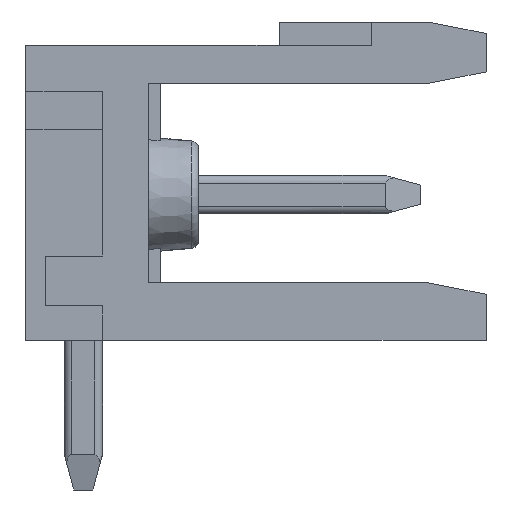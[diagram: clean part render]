
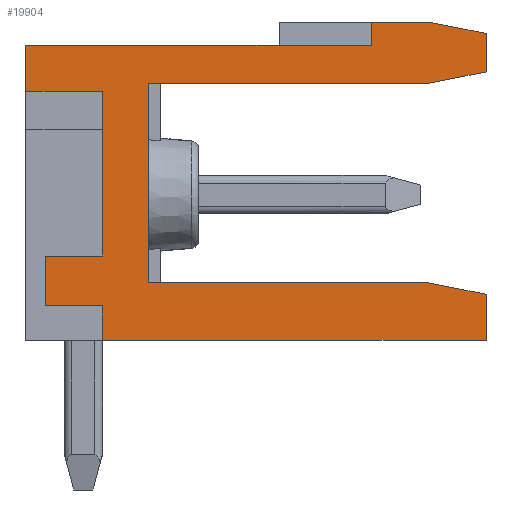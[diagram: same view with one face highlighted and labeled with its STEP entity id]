
A CAD part, left-side view. The second image highlights one B-rep face of the part: STEP entity #19904.
In plain terms, the highlighted planar face has unit normal (-1, 0, 0).
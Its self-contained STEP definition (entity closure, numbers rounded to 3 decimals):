
#7581=CARTESIAN_POINT('',(-47.95,-10.5,-2.3));
#7582=VERTEX_POINT('',#7581);
#7589=CARTESIAN_POINT('',(-47.95,-12.,-2.6));
#7590=VERTEX_POINT('',#7589);
#7591=CARTESIAN_POINT('',(-47.95,-10.5,-2.3));
#7592=DIRECTION('',(0.,-0.981,-0.196));
#7593=VECTOR('',#7592,1.53);
#7594=LINE('',#7591,#7593);
#7595=EDGE_CURVE('',#7582,#7590,#7594,.T.);
#7621=CARTESIAN_POINT('',(-47.95,-12.,3.2));
#7622=VERTEX_POINT('',#7621);
#7629=CARTESIAN_POINT('',(-47.95,-10.5,2.9));
#7630=VERTEX_POINT('',#7629);
#7631=CARTESIAN_POINT('',(-47.95,-12.,3.2));
#7632=DIRECTION('',(0.,0.981,-0.196));
#7633=VECTOR('',#7632,1.53);
#7634=LINE('',#7631,#7633);
#7635=EDGE_CURVE('',#7622,#7630,#7634,.T.);
#8071=CARTESIAN_POINT('',(-47.95,-2.,-2.9));
#8072=VERTEX_POINT('',#8071);
#8079=CARTESIAN_POINT('',(-47.95,-0.5,-2.9));
#8080=VERTEX_POINT('',#8079);
#8081=CARTESIAN_POINT('',(-47.95,-2.,-2.9));
#8082=DIRECTION('',(0.,1.,0.));
#8083=VECTOR('',#8082,1.5);
#8084=LINE('',#8081,#8083);
#8085=EDGE_CURVE('',#8072,#8080,#8084,.T.);
#8104=CARTESIAN_POINT('',(-47.95,-0.5,-1.6));
#8105=VERTEX_POINT('',#8104);
#8106=CARTESIAN_POINT('',(-47.95,-0.5,-2.9));
#8107=DIRECTION('',(0.,0.,1.));
#8108=VECTOR('',#8107,1.3);
#8109=LINE('',#8106,#8108);
#8110=EDGE_CURVE('',#8080,#8105,#8109,.T.);
#8128=CARTESIAN_POINT('',(-47.95,-2.,-1.6));
#8129=VERTEX_POINT('',#8128);
#8130=CARTESIAN_POINT('',(-47.95,-0.5,-1.6));
#8131=DIRECTION('',(0.,-1.,0.));
#8132=VECTOR('',#8131,1.5);
#8133=LINE('',#8130,#8132);
#8134=EDGE_CURVE('',#8105,#8129,#8133,.T.);
#8151=CARTESIAN_POINT('',(-47.95,-2.,2.7));
#8152=VERTEX_POINT('',#8151);
#8153=CARTESIAN_POINT('',(-47.95,-2.,-1.6));
#8154=DIRECTION('',(0.,0.,1.));
#8155=VECTOR('',#8154,4.3);
#8156=LINE('',#8153,#8155);
#8157=EDGE_CURVE('',#8129,#8152,#8156,.T.);
#11864=CARTESIAN_POINT('',(-47.95,-3.2,-2.3));
#11865=VERTEX_POINT('',#11864);
#11866=CARTESIAN_POINT('',(-47.95,-3.2,-2.3));
#11867=DIRECTION('',(0.,-1.,0.));
#11868=VECTOR('',#11867,7.3);
#11869=LINE('',#11866,#11868);
#11870=EDGE_CURVE('',#11865,#7582,#11869,.T.);
#12075=CARTESIAN_POINT('',(-47.95,-3.2,2.9));
#12076=VERTEX_POINT('',#12075);
#12077=CARTESIAN_POINT('',(-47.95,-10.5,2.9));
#12078=DIRECTION('',(0.,1.,0.));
#12079=VECTOR('',#12078,7.3);
#12080=LINE('',#12077,#12079);
#12081=EDGE_CURVE('',#7630,#12076,#12080,.T.);
#12321=CARTESIAN_POINT('',(-47.95,-3.2,2.9));
#12322=DIRECTION('',(0.,0.,-1.));
#12323=VECTOR('',#12322,5.2);
#12324=LINE('',#12321,#12323);
#12325=EDGE_CURVE('',#12076,#11865,#12324,.T.);
#19159=CARTESIAN_POINT('',(-47.95,-12.,-3.8));
#19160=VERTEX_POINT('',#19159);
#19167=CARTESIAN_POINT('',(-47.95,-2.,-3.8));
#19168=VERTEX_POINT('',#19167);
#19169=CARTESIAN_POINT('',(-47.95,-12.,-3.8));
#19170=DIRECTION('',(0.,1.,0.));
#19171=VECTOR('',#19170,10.);
#19172=LINE('',#19169,#19171);
#19173=EDGE_CURVE('',#19160,#19168,#19172,.T.);
#19560=CARTESIAN_POINT('',(-47.95,0.,2.7));
#19561=VERTEX_POINT('',#19560);
#19568=CARTESIAN_POINT('',(-47.95,0.,3.9));
#19569=VERTEX_POINT('',#19568);
#19570=CARTESIAN_POINT('',(-47.95,0.,2.7));
#19571=DIRECTION('',(0.,0.,1.));
#19572=VECTOR('',#19571,1.2);
#19573=LINE('',#19570,#19572);
#19574=EDGE_CURVE('',#19561,#19569,#19573,.T.);
#19626=CARTESIAN_POINT('',(-47.95,-2.,-3.8));
#19627=DIRECTION('',(0.,0.,1.));
#19628=VECTOR('',#19627,0.9);
#19629=LINE('',#19626,#19628);
#19630=EDGE_CURVE('',#19168,#8072,#19629,.T.);
#19643=CARTESIAN_POINT('',(-47.95,-2.,2.7));
#19644=DIRECTION('',(0.,1.,0.));
#19645=VECTOR('',#19644,2.);
#19646=LINE('',#19643,#19645);
#19647=EDGE_CURVE('',#8152,#19561,#19646,.T.);
#19668=CARTESIAN_POINT('',(-47.95,-9.,3.9));
#19669=VERTEX_POINT('',#19668);
#19670=CARTESIAN_POINT('',(-47.95,0.,3.9));
#19671=DIRECTION('',(0.,-1.,0.));
#19672=VECTOR('',#19671,9.);
#19673=LINE('',#19670,#19672);
#19674=EDGE_CURVE('',#19569,#19669,#19673,.T.);
#19755=CARTESIAN_POINT('',(-47.95,-9.,4.5));
#19756=VERTEX_POINT('',#19755);
#19763=CARTESIAN_POINT('',(-47.95,-10.5,4.5));
#19764=VERTEX_POINT('',#19763);
#19765=CARTESIAN_POINT('',(-47.95,-9.,4.5));
#19766=DIRECTION('',(0.,-1.,0.));
#19767=VECTOR('',#19766,1.5);
#19768=LINE('',#19765,#19767);
#19769=EDGE_CURVE('',#19756,#19764,#19768,.T.);
#19808=CARTESIAN_POINT('',(-47.95,-12.,4.2));
#19809=VERTEX_POINT('',#19808);
#19810=CARTESIAN_POINT('',(-47.95,-10.5,4.5));
#19811=DIRECTION('',(0.,-0.981,-0.196));
#19812=VECTOR('',#19811,1.53);
#19813=LINE('',#19810,#19812);
#19814=EDGE_CURVE('',#19764,#19809,#19813,.T.);
#19858=CARTESIAN_POINT('',(-47.95,-9.,3.9));
#19859=DIRECTION('',(0.,0.,1.));
#19860=VECTOR('',#19859,0.6);
#19861=LINE('',#19858,#19860);
#19862=EDGE_CURVE('',#19669,#19756,#19861,.T.);
#19868=CARTESIAN_POINT('',(-47.95,-2.951,2.8));
#19869=DIRECTION('',(0.,0.,-1.));
#19870=DIRECTION('',(-1.,-0.,-0.));
#19871=AXIS2_PLACEMENT_3D('',#19868,#19870,#19869);
#19872=PLANE('',#19871);
#19873=ORIENTED_EDGE('',*,*,#19630,.F.);
#19874=ORIENTED_EDGE('',*,*,#19173,.F.);
#19875=CARTESIAN_POINT('',(-47.95,-12.,-3.8));
#19876=DIRECTION('',(0.,0.,1.));
#19877=VECTOR('',#19876,1.2);
#19878=LINE('',#19875,#19877);
#19879=EDGE_CURVE('',#19160,#7590,#19878,.T.);
#19880=ORIENTED_EDGE('',*,*,#19879,.T.);
#19881=ORIENTED_EDGE('',*,*,#7595,.F.);
#19882=ORIENTED_EDGE('',*,*,#11870,.F.);
#19883=ORIENTED_EDGE('',*,*,#12325,.F.);
#19884=ORIENTED_EDGE('',*,*,#12081,.F.);
#19885=ORIENTED_EDGE('',*,*,#7635,.F.);
#19886=CARTESIAN_POINT('',(-47.95,-12.,3.2));
#19887=DIRECTION('',(0.,0.,1.));
#19888=VECTOR('',#19887,1.);
#19889=LINE('',#19886,#19888);
#19890=EDGE_CURVE('',#7622,#19809,#19889,.T.);
#19891=ORIENTED_EDGE('',*,*,#19890,.T.);
#19892=ORIENTED_EDGE('',*,*,#19814,.F.);
#19893=ORIENTED_EDGE('',*,*,#19769,.F.);
#19894=ORIENTED_EDGE('',*,*,#19862,.F.);
#19895=ORIENTED_EDGE('',*,*,#19674,.F.);
#19896=ORIENTED_EDGE('',*,*,#19574,.F.);
#19897=ORIENTED_EDGE('',*,*,#19647,.F.);
#19898=ORIENTED_EDGE('',*,*,#8157,.F.);
#19899=ORIENTED_EDGE('',*,*,#8134,.F.);
#19900=ORIENTED_EDGE('',*,*,#8110,.F.);
#19901=ORIENTED_EDGE('',*,*,#8085,.F.);
#19902=EDGE_LOOP('',(#19873,#19874,#19880,#19881,#19882,#19883,#19884,#19885,#19891,#19892,#19893,#19894,#19895,#19896,#19897,#19898,#19899,#19900,#19901));
#19903=FACE_OUTER_BOUND('',#19902,.T.);
#19904=ADVANCED_FACE('',(#19903),#19872,.T.);
